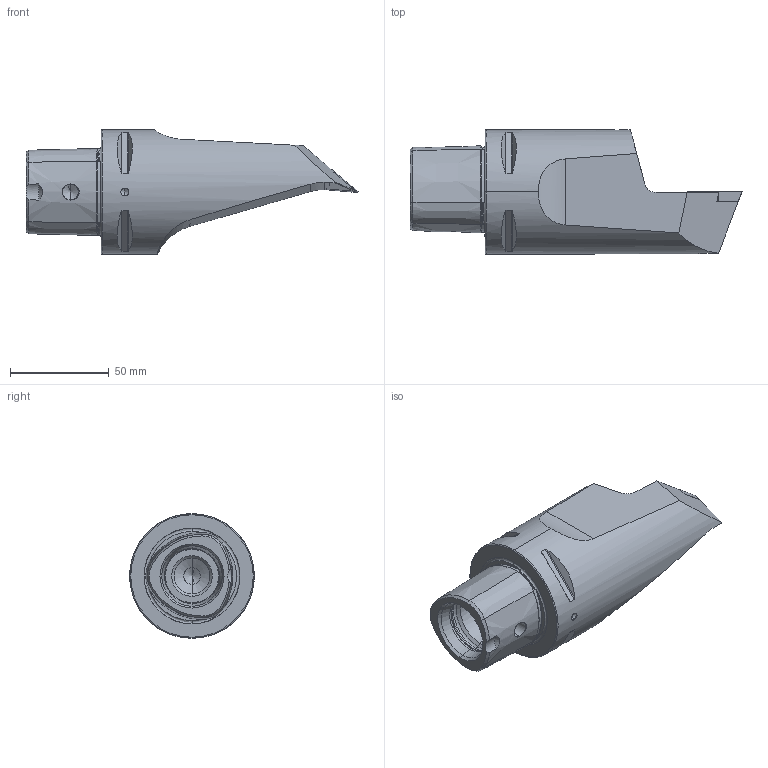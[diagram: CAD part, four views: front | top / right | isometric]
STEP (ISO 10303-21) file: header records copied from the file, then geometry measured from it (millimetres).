
FILE_DESCRIPTION (( 'STEP AP214' ), '1' );
FILE_NAME ('PS6.KVB.NMA.130.STEP', '2019-02-06T07:49:04', ( '' ), ( '' ), 'SwSTEP 2.0', 'SolidWorks 2017', '' );
FILE_SCHEMA (( 'AUTOMOTIVE_DESIGN' ));
Length unit declared in the file: millimetre
Products named in the file (9): VCMT160404; KVT_MB_600_060; PS6.KVB.NMA.130; WCB-ER2.001.009_A; PS6-KVB.NMA.130_A
Assembly tree (4 placements, depth 2):
  KVT_MB_600_060
  PS6.KVB.NMA.130
    PS6-KVB.NMA.130_A
    VCMT160404
    WCB-ER2.001.009_A
    KVT_MB_600_060
  WCB-ER2.001.009_A
  PS6-KVB.NMA.130_A
  VCMT160404
Bounding box: 168.03 x 63 x 63 mm (x, y, z)
Volume: 247124.4 mm3; surface area: 36193.9 mm2
Topology: 5 solids, 5 shells, 278 faces, 679 edges, 405 vertices
Faces by surface type: cone 97, cylinder 72, plane 55, torus 34, bspline 16, sphere 4
Entity records: 9849 total; most frequent: CARTESIAN_POINT 2987, ORIENTED_EDGE 1320, DIRECTION 1263, EDGE_CURVE 660, AXIS2_PLACEMENT_3D 512, VERTEX_POINT 402, EDGE_LOOP 296, ADVANCED_FACE 278
